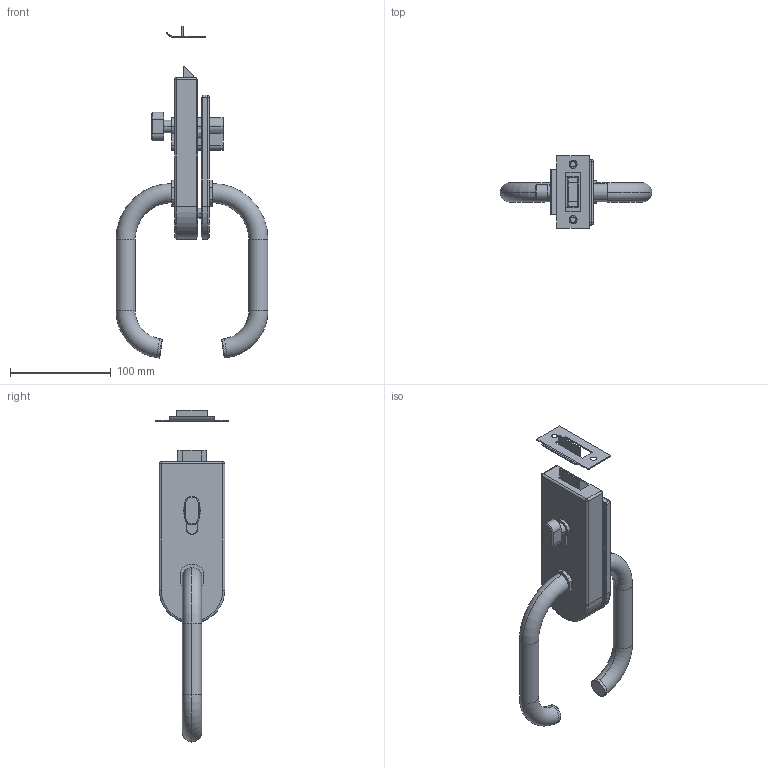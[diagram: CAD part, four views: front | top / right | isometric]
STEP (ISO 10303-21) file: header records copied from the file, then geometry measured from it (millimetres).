
FILE_DESCRIPTION (( 'STEP AP203' ), '1' );
FILE_NAME ('GS-304_D-207_S.STEP', '2019-09-06T11:07:14', ( '' ), ( '' ), 'SwSTEP 2.0', 'SolidWorks 2019', '' );
FILE_SCHEMA (( 'CONFIG_CONTROL_DESIGN' ));
Length unit declared in the file: millimetre
Products named in the file (8): GS-D-202-i-set P1 207 P08; GS-D-202-i-set P1 207 P06; GS-D-202-i-set P1 207 P01; GS-D-202-i-set P1 207 P07; GS-D-202-i-set P1 207 P02; GS-D-202-i-set P1 207 P05; GS-D-202-i-set P1 207 P04; GS-304_D-207_S
Assembly tree (9 placements, depth 2):
  GS-304_D-207_S
    GS-D-202-i-set P1 207 P01
    GS-D-202-i-set P1 207 P02  x2
    GS-D-202-i-set P1 207 P04  x2
    GS-D-202-i-set P1 207 P05
    GS-D-202-i-set P1 207 P06
    GS-D-202-i-set P1 207 P07
    GS-D-202-i-set P1 207 P08
Bounding box: 150.5 x 72 x 329.18 mm (x, y, z)
Volume: 424907.7 mm3; surface area: 135867.9 mm2
Topology: 10 solids, 10 shells, 250 faces, 597 edges, 372 vertices
Faces by surface type: plane 127, cylinder 91, torus 14, cone 10, sphere 8
Entity records: 7585 total; most frequent: DIRECTION 1211, CARTESIAN_POINT 1190, ORIENTED_EDGE 1092, EDGE_CURVE 546, AXIS2_PLACEMENT_3D 429, VECTOR 353, LINE 353, VERTEX_POINT 346
